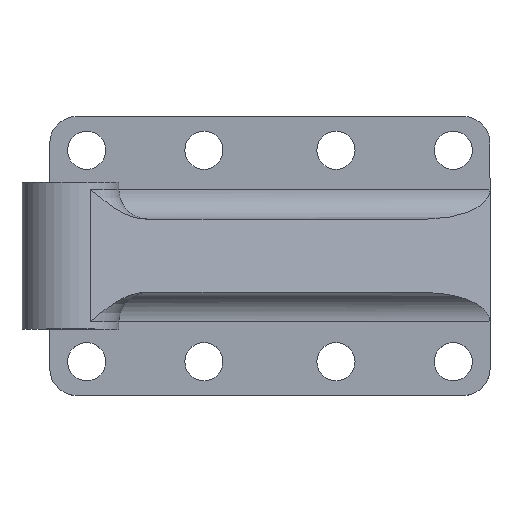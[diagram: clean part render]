
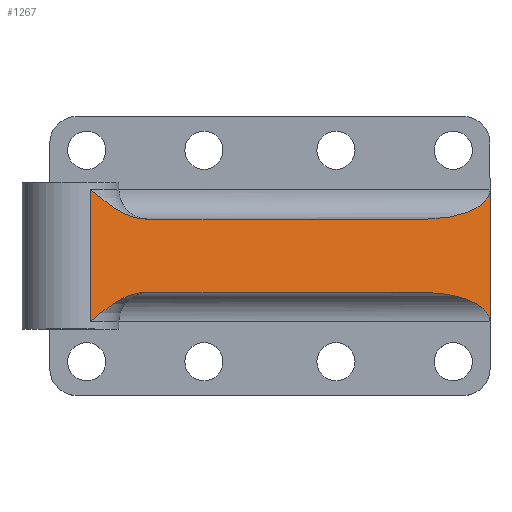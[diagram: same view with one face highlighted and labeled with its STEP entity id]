
A CAD part, top view. The second image highlights one B-rep face of the part: STEP entity #1267.
In plain terms, the highlighted planar face has unit normal (0.414, 0, 0.91).
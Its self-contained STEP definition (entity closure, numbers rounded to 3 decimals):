
#426=CARTESIAN_POINT('',(-61.161,22.5,70.016));
#427=VERTEX_POINT('',#426);
#435=CARTESIAN_POINT('',(-42.29,12.5,61.421));
#436=VERTEX_POINT('',#435);
#437=CARTESIAN_POINT('',(-61.161,22.5,70.016));
#438=CARTESIAN_POINT('',(-59.527,21.102,69.272));
#439=CARTESIAN_POINT('',(-57.731,19.56,68.454));
#440=CARTESIAN_POINT('',(-53.996,16.735,66.752));
#441=CARTESIAN_POINT('',(-52.048,15.465,65.865));
#442=CARTESIAN_POINT('',(-48.99,13.958,64.472));
#443=CARTESIAN_POINT('',(-47.668,13.424,63.871));
#444=CARTESIAN_POINT('',(-44.96,12.694,62.637));
#445=CARTESIAN_POINT('',(-43.571,12.5,62.004));
#446=CARTESIAN_POINT('',(-42.29,12.5,61.421));
#447=B_SPLINE_CURVE_WITH_KNOTS('',3,(#437,#438,#439,#440,#441,#442,#443,#444,#445,#446),.UNSPECIFIED.,.F.,.U.,(4,2,2,2,4),(0.0,0.683,1.365,1.788,2.21),.UNSPECIFIED.);
#448=EDGE_CURVE('',#427,#436,#447,.T.);
#487=CARTESIAN_POINT('',(-61.161,-22.5,70.016));
#488=VERTEX_POINT('',#487);
#489=CARTESIAN_POINT('',(-61.161,-22.5,70.016));
#490=DIRECTION('',(0.0,1.0,0.0));
#491=VECTOR('',#490,45.0);
#492=LINE('',#489,#491);
#493=EDGE_CURVE('',#488,#427,#492,.T.);
#519=CARTESIAN_POINT('',(-42.29,-12.5,61.421));
#520=VERTEX_POINT('',#519);
#521=CARTESIAN_POINT('',(-42.29,-12.5,61.421));
#522=CARTESIAN_POINT('',(-43.571,-12.5,62.004));
#523=CARTESIAN_POINT('',(-44.96,-12.694,62.637));
#524=CARTESIAN_POINT('',(-47.668,-13.424,63.871));
#525=CARTESIAN_POINT('',(-48.99,-13.958,64.472));
#526=CARTESIAN_POINT('',(-52.048,-15.465,65.865));
#527=CARTESIAN_POINT('',(-53.996,-16.735,66.752));
#528=CARTESIAN_POINT('',(-57.731,-19.56,68.454));
#529=CARTESIAN_POINT('',(-59.527,-21.102,69.272));
#530=CARTESIAN_POINT('',(-61.161,-22.5,70.016));
#531=B_SPLINE_CURVE_WITH_KNOTS('',3,(#521,#522,#523,#524,#525,#526,#527,#528,#529,#530),.UNSPECIFIED.,.F.,.U.,(4,2,2,2,4),(5.461,5.884,6.306,6.989,7.672),.UNSPECIFIED.);
#532=EDGE_CURVE('',#520,#488,#531,.T.);
#748=CARTESIAN_POINT('',(75.0,-22.5,8.0));
#749=VERTEX_POINT('',#748);
#874=CARTESIAN_POINT('',(75.0,22.5,8.0));
#875=VERTEX_POINT('',#874);
#1016=CARTESIAN_POINT('',(75.,22.5,8.0));
#1017=DIRECTION('',(0.0,-1.0,0.0));
#1018=VECTOR('',#1017,45.0);
#1019=LINE('',#1016,#1018);
#1020=EDGE_CURVE('',#875,#749,#1019,.T.);
#1147=CARTESIAN_POINT('',(53.044,12.5,18.0));
#1148=VERTEX_POINT('',#1147);
#1149=CARTESIAN_POINT('',(53.044,22.5,18.0));
#1150=DIRECTION('',(0.414,0.,0.91));
#1151=DIRECTION('',(0.91,0.,-0.414));
#1152=AXIS2_PLACEMENT_3D('',#1149,#1150,#1151);
#1153=ELLIPSE('',#1152,24.126,10.);
#1154=EDGE_CURVE('',#875,#1148,#1153,.F.);
#1181=CARTESIAN_POINT('',(53.044,12.5,18.));
#1182=DIRECTION('',(-0.91,0.0,0.414));
#1183=VECTOR('',#1182,104.756);
#1184=LINE('',#1181,#1183);
#1185=EDGE_CURVE('',#1148,#436,#1184,.T.);
#1212=CARTESIAN_POINT('',(53.044,-12.5,18.0));
#1213=VERTEX_POINT('',#1212);
#1214=CARTESIAN_POINT('',(53.044,-22.5,18.0));
#1215=DIRECTION('',(0.414,0.,0.91));
#1216=DIRECTION('',(0.91,0.,-0.414));
#1217=AXIS2_PLACEMENT_3D('',#1214,#1215,#1216);
#1218=ELLIPSE('',#1217,24.126,10.);
#1219=EDGE_CURVE('',#749,#1213,#1218,.T.);
#1243=CARTESIAN_POINT('',(-42.29,-12.5,61.421));
#1244=DIRECTION('',(0.91,0.0,-0.414));
#1245=VECTOR('',#1244,104.756);
#1246=LINE('',#1243,#1245);
#1247=EDGE_CURVE('',#520,#1213,#1246,.T.);
#1252=CARTESIAN_POINT('',(75.,0.0,8.0));
#1253=DIRECTION('',(0.414,0.0,0.91));
#1254=DIRECTION('',(0.91,0.0,-0.414));
#1255=AXIS2_PLACEMENT_3D('',#1252,#1253,#1254);
#1256=PLANE('',#1255);
#1257=ORIENTED_EDGE('',*,*,#1185,.T.);
#1258=ORIENTED_EDGE('',*,*,#448,.F.);
#1259=ORIENTED_EDGE('',*,*,#493,.F.);
#1260=ORIENTED_EDGE('',*,*,#532,.F.);
#1261=ORIENTED_EDGE('',*,*,#1247,.T.);
#1262=ORIENTED_EDGE('',*,*,#1219,.F.);
#1263=ORIENTED_EDGE('',*,*,#1020,.F.);
#1264=ORIENTED_EDGE('',*,*,#1154,.T.);
#1265=EDGE_LOOP('',(#1257,#1258,#1259,#1260,#1261,#1262,#1263,#1264));
#1266=FACE_OUTER_BOUND('',#1265,.T.);
#1267=ADVANCED_FACE('',(#1266),#1256,.T.);
